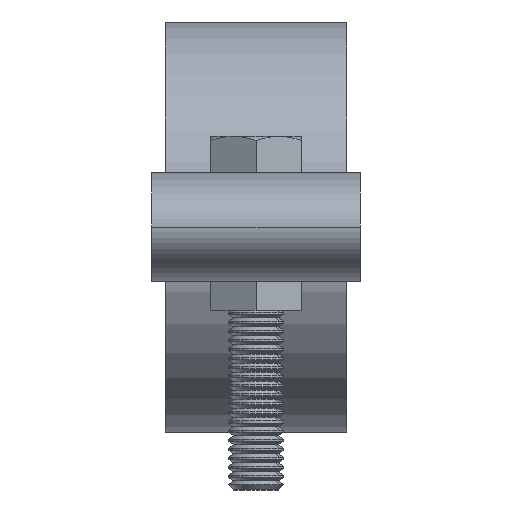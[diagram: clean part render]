
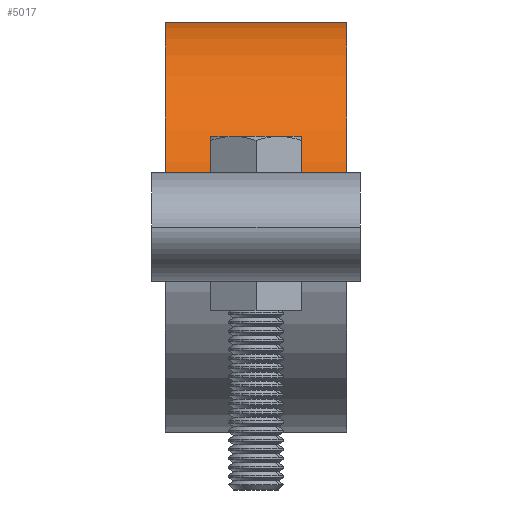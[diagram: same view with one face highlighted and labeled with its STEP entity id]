
A CAD part, left-side view. The second image highlights one B-rep face of the part: STEP entity #5017.
In plain terms, the highlighted cylindrical face has radius 22.7 mm (diameter 45.4 mm), a partial arc.
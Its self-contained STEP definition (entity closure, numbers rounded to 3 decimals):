
#288 = CARTESIAN_POINT ( 'NONE',  ( -22.422, 10., 0.844 ) ) ;
#582 = DIRECTION ( 'NONE',  ( 0., -1., 0. ) ) ;
#1005 = CARTESIAN_POINT ( 'NONE',  ( 0., 10., -2.7 ) ) ;
#1232 = VECTOR ( 'NONE', #582, 1000. ) ;
#1413 = VECTOR ( 'NONE', #4166, 1000. ) ;
#1801 = ORIENTED_EDGE ( 'NONE', *, *, #3836, .T. ) ;
#1857 = CIRCLE ( 'NONE', #2664, 22.7 ) ;
#2219 = CARTESIAN_POINT ( 'NONE',  ( 22.422, 10., 0.844 ) ) ;
#2664 = AXIS2_PLACEMENT_3D ( 'NONE', #8118, #8057, #8021 ) ;
#2696 = CARTESIAN_POINT ( 'NONE',  ( -22.422, -10., 0.844 ) ) ;
#2983 = CARTESIAN_POINT ( 'NONE',  ( 0., 10., -2.7 ) ) ;
#3191 = ORIENTED_EDGE ( 'NONE', *, *, #8203, .T. ) ;
#3279 = VERTEX_POINT ( 'NONE', #2696 ) ;
#3623 = LINE ( 'NONE', #9183, #1232 ) ;
#3792 = DIRECTION ( 'NONE',  ( 0., 0., 1. ) ) ;
#3836 = EDGE_CURVE ( 'NONE', #3279, #5188, #1857, .T. ) ;
#4166 = DIRECTION ( 'NONE',  ( 0., -1., 0. ) ) ;
#5017 = ADVANCED_FACE ( 'NONE', ( #6903 ), #6668, .T. ) ;
#5108 = VERTEX_POINT ( 'NONE', #288 ) ;
#5188 = VERTEX_POINT ( 'NONE', #7510 ) ;
#5585 = EDGE_CURVE ( 'NONE', #5934, #5188, #7904, .T. ) ;
#5788 = DIRECTION ( 'NONE',  ( 0., 0., -1. ) ) ;
#5934 = VERTEX_POINT ( 'NONE', #2219 ) ;
#6202 = CIRCLE ( 'NONE', #6237, 22.7 ) ;
#6237 = AXIS2_PLACEMENT_3D ( 'NONE', #2983, #8384, #3792 ) ;
#6543 = DIRECTION ( 'NONE',  ( 0., -1., 0. ) ) ;
#6668 = CYLINDRICAL_SURFACE ( 'NONE', #7139, 22.7 ) ;
#6903 = FACE_OUTER_BOUND ( 'NONE', #8110, .T. ) ;
#7139 = AXIS2_PLACEMENT_3D ( 'NONE', #1005, #6543, #5788 ) ;
#7510 = CARTESIAN_POINT ( 'NONE',  ( 22.422, -10., 0.844 ) ) ;
#7904 = LINE ( 'NONE', #8741, #1413 ) ;
#8021 = DIRECTION ( 'NONE',  ( 0., 0., 1. ) ) ;
#8057 = DIRECTION ( 'NONE',  ( 0., 1., 0. ) ) ;
#8110 = EDGE_LOOP ( 'NONE', ( #1801, #8333, #8429, #3191 ) ) ;
#8118 = CARTESIAN_POINT ( 'NONE',  ( 0., -10., -2.7 ) ) ;
#8203 = EDGE_CURVE ( 'NONE', #5108, #3279, #3623, .T. ) ;
#8333 = ORIENTED_EDGE ( 'NONE', *, *, #5585, .F. ) ;
#8384 = DIRECTION ( 'NONE',  ( 0., 1., 0. ) ) ;
#8429 = ORIENTED_EDGE ( 'NONE', *, *, #8734, .F. ) ;
#8734 = EDGE_CURVE ( 'NONE', #5108, #5934, #6202, .T. ) ;
#8741 = CARTESIAN_POINT ( 'NONE',  ( 22.422, 10., 0.844 ) ) ;
#9183 = CARTESIAN_POINT ( 'NONE',  ( -22.422, 10., 0.844 ) ) ;
